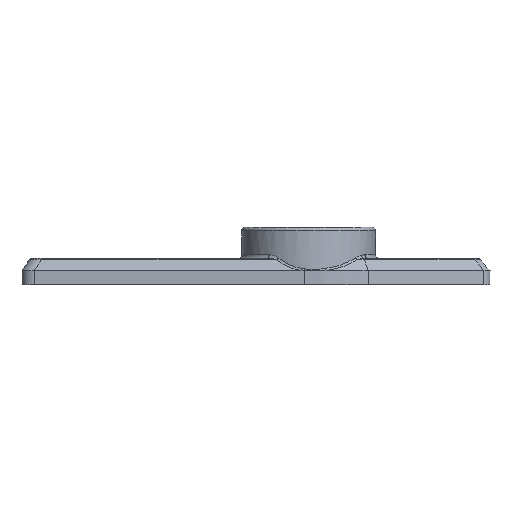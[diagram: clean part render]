
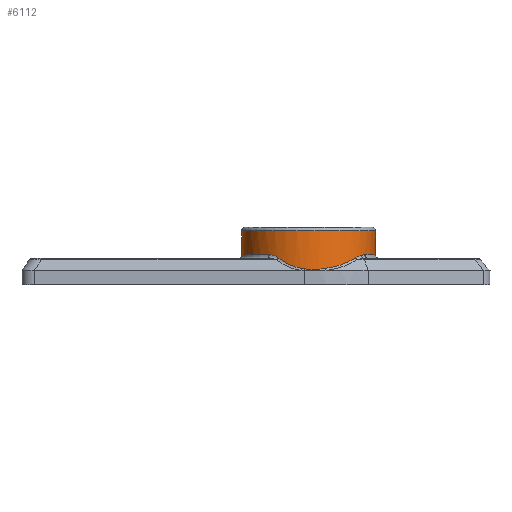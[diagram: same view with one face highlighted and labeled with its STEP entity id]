
A CAD part, left-side view. The second image highlights one B-rep face of the part: STEP entity #6112.
In plain terms, the highlighted cylindrical face has radius 19 mm (diameter 38 mm), a full revolution.
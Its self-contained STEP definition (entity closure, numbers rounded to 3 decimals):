
#56=B_SPLINE_CURVE_WITH_KNOTS('',3,(#8296,#8297,#8298,#8299),
 .UNSPECIFIED.,.F.,.F.,(4,4),(0.109,0.476),
 .UNSPECIFIED.);
#87=B_SPLINE_CURVE_WITH_KNOTS('',3,(#10348,#10349,#10350,#10351,#10352,
#10353),.UNSPECIFIED.,.F.,.F.,(4,2,4),(-0.002,0.,0.329),
 .UNSPECIFIED.);
#88=B_SPLINE_CURVE_WITH_KNOTS('',3,(#10386,#10387,#10388,#10389,#10390,
#10391),.UNSPECIFIED.,.F.,.F.,(4,1,1,4),(0.,0.277,0.415,
0.969),.UNSPECIFIED.);
#89=B_SPLINE_CURVE_WITH_KNOTS('',3,(#10418,#10419,#10420,#10421),
 .UNSPECIFIED.,.F.,.F.,(4,4),(0.,0.174),
 .UNSPECIFIED.);
#90=B_SPLINE_CURVE_WITH_KNOTS('',3,(#10444,#10445,#10446,#10447),
 .UNSPECIFIED.,.F.,.F.,(4,4),(0.,0.276),.UNSPECIFIED.);
#91=B_SPLINE_CURVE_WITH_KNOTS('',3,(#10466,#10467,#10468,#10469),
 .UNSPECIFIED.,.F.,.F.,(4,4),(0.,1.084),
 .UNSPECIFIED.);
#92=B_SPLINE_CURVE_WITH_KNOTS('',3,(#10536,#10537,#10538,#10539,#10540,
#10541,#10542,#10543,#10544,#10545,#10546,#10547),.UNSPECIFIED.,.F.,.F.,
(4,1,1,1,1,1,1,2,4),(0.,0.277,0.369,0.554,
0.646,0.739,0.831,0.923,
0.925),.UNSPECIFIED.);
#93=B_SPLINE_CURVE_WITH_KNOTS('',3,(#10580,#10581,#10582,#10583,#10584,
#10585,#10586),.UNSPECIFIED.,.F.,.F.,(4,1,1,1,4),(-6.027,-5.847,
-5.756,-5.576,-5.395),.UNSPECIFIED.);
#94=B_SPLINE_CURVE_WITH_KNOTS('',3,(#10614,#10615,#10616,#10617,#10618),
 .UNSPECIFIED.,.F.,.F.,(4,1,4),(0.,0.187,0.328),
 .UNSPECIFIED.);
#95=B_SPLINE_CURVE_WITH_KNOTS('',3,(#10620,#10621,#10622,#10623),
 .UNSPECIFIED.,.F.,.F.,(4,4),(-0.1,0.),.UNSPECIFIED.);
#251=CYLINDRICAL_SURFACE('',#6562,19.);
#353=CIRCLE('',#6545,19.);
#354=CIRCLE('',#6546,19.);
#358=CIRCLE('',#6551,19.);
#364=CIRCLE('',#6558,19.);
#688=FACE_OUTER_BOUND('',#1100,.T.);
#1100=EDGE_LOOP('',(#5528,#5529,#5530,#5531,#5532,#5533,#5534,#5535,#5536,
#5537,#5538,#5539,#5540,#5541,#5542,#5543));
#1779=LINE('',#10624,#2457);
#2457=VECTOR('',#8115,19.);
#2507=VERTEX_POINT('',#8293);
#2508=VERTEX_POINT('',#8295);
#2794=VERTEX_POINT('',#9452);
#2996=VERTEX_POINT('',#10317);
#2997=VERTEX_POINT('',#10319);
#2998=VERTEX_POINT('',#10346);
#2999=VERTEX_POINT('',#10384);
#3000=VERTEX_POINT('',#10393);
#3001=VERTEX_POINT('',#10416);
#3002=VERTEX_POINT('',#10442);
#3003=VERTEX_POINT('',#10464);
#3004=VERTEX_POINT('',#10471);
#3005=VERTEX_POINT('',#10473);
#3006=VERTEX_POINT('',#10579);
#3080=EDGE_CURVE('',#2507,#2508,#56,.T.);
#3829=EDGE_CURVE('',#2996,#2997,#353,.T.);
#3830=EDGE_CURVE('',#2997,#2996,#354,.T.);
#3832=EDGE_CURVE('',#2794,#2998,#87,.T.);
#3834=EDGE_CURVE('',#2998,#2999,#88,.T.);
#3836=EDGE_CURVE('',#2999,#3000,#358,.T.);
#3838=EDGE_CURVE('',#3000,#3001,#89,.T.);
#3840=EDGE_CURVE('',#3001,#3002,#90,.T.);
#3842=EDGE_CURVE('',#3002,#3003,#91,.T.);
#3845=EDGE_CURVE('',#3005,#3004,#364,.T.);
#3846=EDGE_CURVE('',#3004,#2794,#92,.T.);
#3849=EDGE_CURVE('',#3003,#3006,#93,.T.);
#3851=EDGE_CURVE('',#2508,#3005,#94,.T.);
#3852=EDGE_CURVE('',#3006,#2507,#95,.T.);
#3853=EDGE_CURVE('',#2794,#2997,#1779,.T.);
#5528=ORIENTED_EDGE('',*,*,#3846,.F.);
#5529=ORIENTED_EDGE('',*,*,#3845,.F.);
#5530=ORIENTED_EDGE('',*,*,#3851,.F.);
#5531=ORIENTED_EDGE('',*,*,#3080,.F.);
#5532=ORIENTED_EDGE('',*,*,#3852,.F.);
#5533=ORIENTED_EDGE('',*,*,#3849,.F.);
#5534=ORIENTED_EDGE('',*,*,#3842,.F.);
#5535=ORIENTED_EDGE('',*,*,#3840,.F.);
#5536=ORIENTED_EDGE('',*,*,#3838,.F.);
#5537=ORIENTED_EDGE('',*,*,#3836,.F.);
#5538=ORIENTED_EDGE('',*,*,#3834,.F.);
#5539=ORIENTED_EDGE('',*,*,#3832,.F.);
#5540=ORIENTED_EDGE('',*,*,#3853,.T.);
#5541=ORIENTED_EDGE('',*,*,#3829,.F.);
#5542=ORIENTED_EDGE('',*,*,#3830,.F.);
#5543=ORIENTED_EDGE('',*,*,#3853,.F.);
#6112=ADVANCED_FACE('',(#688),#251,.T.);
#6545=AXIS2_PLACEMENT_3D('',#10320,#8077,#8078);
#6546=AXIS2_PLACEMENT_3D('',#10321,#8079,#8080);
#6551=AXIS2_PLACEMENT_3D('',#10395,#8089,#8090);
#6558=AXIS2_PLACEMENT_3D('',#10475,#8103,#8104);
#6562=AXIS2_PLACEMENT_3D('',#10619,#8113,#8114);
#8077=DIRECTION('center_axis',(0.,0.,
1.));
#8078=DIRECTION('ref_axis',(-1.,0.,0.));
#8079=DIRECTION('center_axis',(0.,0.,
1.));
#8080=DIRECTION('ref_axis',(-1.,0.,0.));
#8089=DIRECTION('center_axis',(0.,0.,
-1.));
#8090=DIRECTION('ref_axis',(0.245,-0.97,0.));
#8103=DIRECTION('center_axis',(0.,0.,
-1.));
#8104=DIRECTION('ref_axis',(0.115,0.993,0.));
#8113=DIRECTION('center_axis',(0.,0.,-1.));
#8114=DIRECTION('ref_axis',(-1.,0.,0.));
#8115=DIRECTION('',(0.,0.,1.));
#8293=CARTESIAN_POINT('',(-167.465,-89.486,15.737));
#8295=CARTESIAN_POINT('',(-165.469,-82.848,18.738));
#8296=CARTESIAN_POINT('Ctrl Pts',(-167.465,-89.486,15.737));
#8297=CARTESIAN_POINT('Ctrl Pts',(-167.213,-87.176,16.116));
#8298=CARTESIAN_POINT('Ctrl Pts',(-166.532,-84.914,17.139));
#8299=CARTESIAN_POINT('Ctrl Pts',(-165.469,-82.848,18.738));
#9452=CARTESIAN_POINT('',(-129.577,-91.547,17.591));
#10317=CARTESIAN_POINT('',(-167.577,-91.547,26.391));
#10319=CARTESIAN_POINT('',(-129.577,-91.547,26.391));
#10320=CARTESIAN_POINT('Origin',(-148.577,-91.547,26.391));
#10321=CARTESIAN_POINT('Origin',(-148.577,-91.547,26.391));
#10346=CARTESIAN_POINT('',(-129.815,-94.547,18.561));
#10348=CARTESIAN_POINT('Ctrl Pts',(-129.577,-91.547,
17.591));
#10349=CARTESIAN_POINT('Ctrl Pts',(-129.577,-91.553,
17.593));
#10350=CARTESIAN_POINT('Ctrl Pts',(-129.577,-91.559,
17.595));
#10351=CARTESIAN_POINT('Ctrl Pts',(-129.578,-92.559,
17.928));
#10352=CARTESIAN_POINT('Ctrl Pts',(-129.657,-93.556,
18.26));
#10353=CARTESIAN_POINT('Ctrl Pts',(-129.815,-94.547,
18.561));
#10384=CARTESIAN_POINT('',(-133.323,-102.874,19.591));
#10386=CARTESIAN_POINT('Ctrl Pts',(-129.815,-94.547,
18.561));
#10387=CARTESIAN_POINT('Ctrl Pts',(-129.948,-95.379,
18.813));
#10388=CARTESIAN_POINT('Ctrl Pts',(-130.238,-96.645,
19.063));
#10389=CARTESIAN_POINT('Ctrl Pts',(-131.218,-99.524,
19.474));
#10390=CARTESIAN_POINT('Ctrl Pts',(-132.278,-101.467,
19.591));
#10391=CARTESIAN_POINT('Ctrl Pts',(-133.323,-102.874,
19.591));
#10393=CARTESIAN_POINT('',(-158.939,-107.473,19.591));
#10395=CARTESIAN_POINT('Origin',(-148.577,-91.547,19.591));
#10416=CARTESIAN_POINT('',(-160.281,-106.514,19.457));
#10418=CARTESIAN_POINT('Ctrl Pts',(-158.939,-107.473,19.591));
#10419=CARTESIAN_POINT('Ctrl Pts',(-159.402,-107.172,
19.591));
#10420=CARTESIAN_POINT('Ctrl Pts',(-159.851,-106.851,
19.54));
#10421=CARTESIAN_POINT('Ctrl Pts',(-160.281,-106.514,
19.457));
#10442=CARTESIAN_POINT('',(-162.162,-104.831,18.738));
#10444=CARTESIAN_POINT('Ctrl Pts',(-160.281,-106.514,
19.457));
#10445=CARTESIAN_POINT('Ctrl Pts',(-160.964,-105.981,
19.326));
#10446=CARTESIAN_POINT('Ctrl Pts',(-161.605,-105.401,
19.119));
#10447=CARTESIAN_POINT('Ctrl Pts',(-162.162,-104.831,18.738));
#10464=CARTESIAN_POINT('',(-166.96,-96.351,15.737));
#10466=CARTESIAN_POINT('Ctrl Pts',(-162.162,-104.831,18.738));
#10467=CARTESIAN_POINT('Ctrl Pts',(-164.347,-102.596,
17.247));
#10468=CARTESIAN_POINT('Ctrl Pts',(-166.098,-99.648,
16.175));
#10469=CARTESIAN_POINT('Ctrl Pts',(-166.96,-96.351,
15.737));
#10471=CARTESIAN_POINT('',(-131.477,-83.266,19.591));
#10473=CARTESIAN_POINT('',(-163.912,-80.33,19.591));
#10475=CARTESIAN_POINT('Origin',(-148.577,-91.547,19.591));
#10536=CARTESIAN_POINT('Ctrl Pts',(-131.477,-83.266,
19.591));
#10537=CARTESIAN_POINT('Ctrl Pts',(-131.095,-84.055,
19.591));
#10538=CARTESIAN_POINT('Ctrl Pts',(-130.66,-85.14,
19.438));
#10539=CARTESIAN_POINT('Ctrl Pts',(-130.168,-86.788,
19.067));
#10540=CARTESIAN_POINT('Ctrl Pts',(-129.916,-87.897,
18.76));
#10541=CARTESIAN_POINT('Ctrl Pts',(-129.741,-89.013,18.42));
#10542=CARTESIAN_POINT('Ctrl Pts',(-129.647,-89.853,
18.152));
#10543=CARTESIAN_POINT('Ctrl Pts',(-129.59,-90.692,
17.876));
#10544=CARTESIAN_POINT('Ctrl Pts',(-129.577,-91.251,17.69));
#10545=CARTESIAN_POINT('Ctrl Pts',(-129.577,-91.535,
17.595));
#10546=CARTESIAN_POINT('Ctrl Pts',(-129.577,-91.541,
17.593));
#10547=CARTESIAN_POINT('Ctrl Pts',(-129.577,-91.547,
17.591));
#10579=CARTESIAN_POINT('',(-167.544,-90.423,15.595));
#10580=CARTESIAN_POINT('Ctrl Pts',(-166.96,-96.351,
15.737));
#10581=CARTESIAN_POINT('Ctrl Pts',(-167.104,-95.799,15.664));
#10582=CARTESIAN_POINT('Ctrl Pts',(-167.282,-94.965,15.55));
#10583=CARTESIAN_POINT('Ctrl Pts',(-167.486,-93.558,
15.372));
#10584=CARTESIAN_POINT('Ctrl Pts',(-167.594,-92.128,
15.349));
#10585=CARTESIAN_POINT('Ctrl Pts',(-167.577,-90.99,15.521));
#10586=CARTESIAN_POINT('Ctrl Pts',(-167.544,-90.423,
15.595));
#10614=CARTESIAN_POINT('Ctrl Pts',(-165.469,-82.848,
18.738));
#10615=CARTESIAN_POINT('Ctrl Pts',(-165.242,-82.407,19.08));
#10616=CARTESIAN_POINT('Ctrl Pts',(-164.755,-81.543,
19.458));
#10617=CARTESIAN_POINT('Ctrl Pts',(-164.175,-80.689,
19.591));
#10618=CARTESIAN_POINT('Ctrl Pts',(-163.912,-80.33,
19.591));
#10619=CARTESIAN_POINT('Origin',(-148.577,-91.547,27.391));
#10620=CARTESIAN_POINT('Ctrl Pts',(-167.544,-90.423,
15.595));
#10621=CARTESIAN_POINT('Ctrl Pts',(-167.525,-90.109,
15.636));
#10622=CARTESIAN_POINT('Ctrl Pts',(-167.499,-89.797,
15.686));
#10623=CARTESIAN_POINT('Ctrl Pts',(-167.465,-89.486,
15.737));
#10624=CARTESIAN_POINT('',(-129.577,-91.547,27.391));
